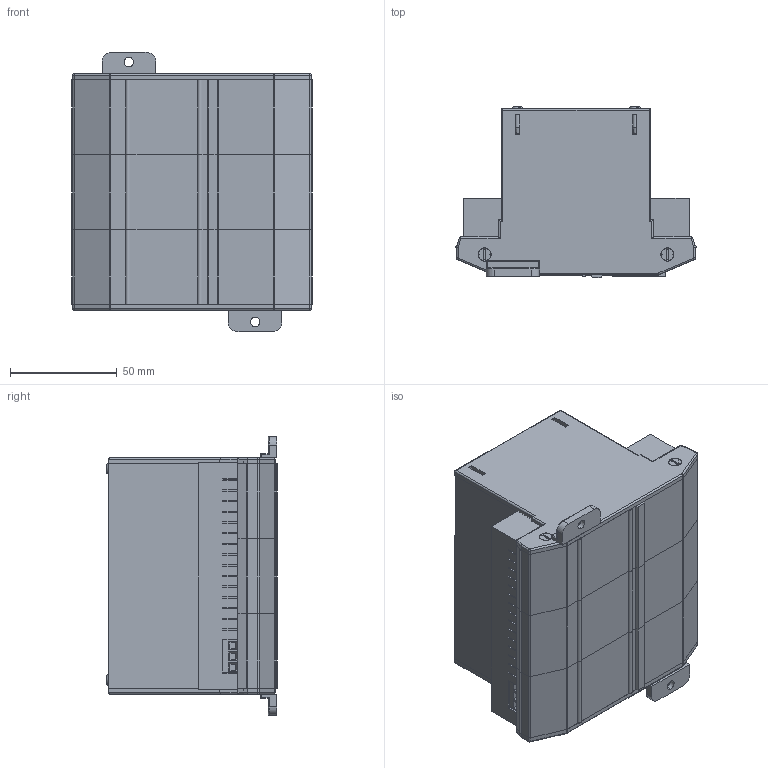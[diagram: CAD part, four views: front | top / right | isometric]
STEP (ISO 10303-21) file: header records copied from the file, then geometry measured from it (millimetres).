
FILE_DESCRIPTION (( 'STEP AP214' ), '1' );
FILE_NAME ('UECP-105.STEP', '2022-01-17T12:24:39', ( '' ), ( '' ), 'SwSTEP 2.0', 'SolidWorks 2017', '' );
FILE_SCHEMA (( 'AUTOMOTIVE_DESIGN' ));
Length unit declared in the file: millimetre
Products named in the file (45): End Plate Screw; Horizontal PCB UE-105; Terminal5.0-5.08-6Way; Vertical PCB UE; Terminal Covers UEC-105; Top Cover Screw; Pin 105; UECP-105; Low Bracket UBRL; Base PCB UEC 105; Top cover 105; End Piece UE; Spacer Piece; Pin 105 Solid
Assembly tree (31 placements, depth 2):
  End Plate Screw
  Terminal5.0-5.08-6Way
  Vertical PCB UE
  Terminal Covers UEC-105
  Terminal5.0-5.08-6Way
Bounding box: 112.5 x 79.8 x 130.4 mm (x, y, z)
Volume: 205449.9 mm3; surface area: 243739.8 mm2
Topology: 31 solids, 31 shells, 2815 faces, 7691 edges, 5022 vertices
Faces by surface type: plane 1860, cylinder 795, torus 84, cone 52, bspline 16, sphere 8
Entity records: 39122 total; most frequent: CARTESIAN_POINT 6891, ORIENTED_EDGE 6538, DIRECTION 6519, EDGE_CURVE 3269, LINE 2313, VECTOR 2313, VERTEX_POINT 2135, AXIS2_PLACEMENT_3D 2103
